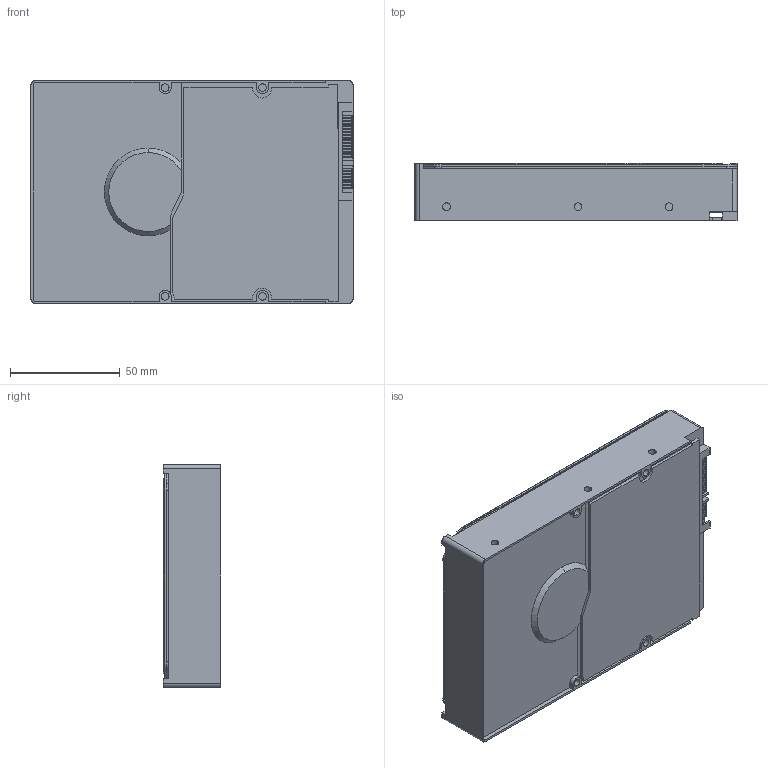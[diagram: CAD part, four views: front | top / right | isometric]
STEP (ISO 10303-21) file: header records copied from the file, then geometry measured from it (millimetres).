
FILE_DESCRIPTION(('FreeCAD Model'),'2;1');
FILE_NAME('Open CASCADE Shape Model','2025-09-09T23:21:44',('Author'),( ''),'Open CASCADE STEP processor 7.8','FreeCAD','Unknown');
FILE_SCHEMA(('AUTOMOTIVE_DESIGN { 1 0 10303 214 1 1 1 1 }'));
Length unit declared in the file: millimetre
Products named in the file (6): 3.5in generic hdd full assembly; steel cover; SEAL; Base; Sata connector; pcb
Assembly tree (5 placements, depth 2):
  3.5in generic hdd full assembly
    steel cover
    SEAL
    Base
    Sata connector
    pcb
Bounding box: 146.99 x 26.11 x 101.85 mm (x, y, z)
Volume: 341766 mm3; surface area: 90914.6 mm2
Topology: 5 solids, 5 shells, 442 faces, 1152 edges, 743 vertices
Faces by surface type: plane 245, cylinder 152, torus 42, cone 3
Entity records: 15014 total; most frequent: DIRECTION 2424, CARTESIAN_POINT 2349, ORIENTED_EDGE 2304, EDGE_CURVE 1152, AXIS2_PLACEMENT_3D 826, LINE 772, VECTOR 772, VERTEX_POINT 743
